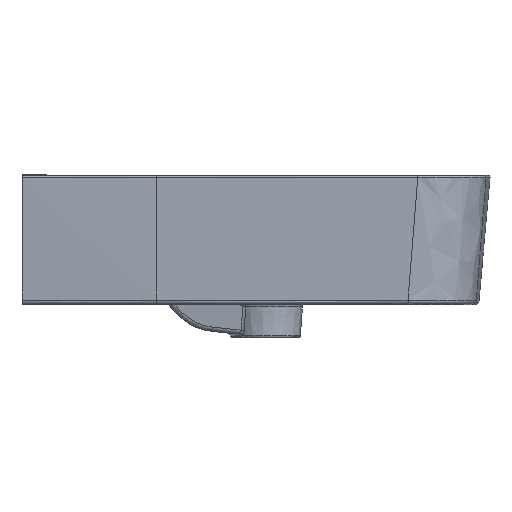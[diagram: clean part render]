
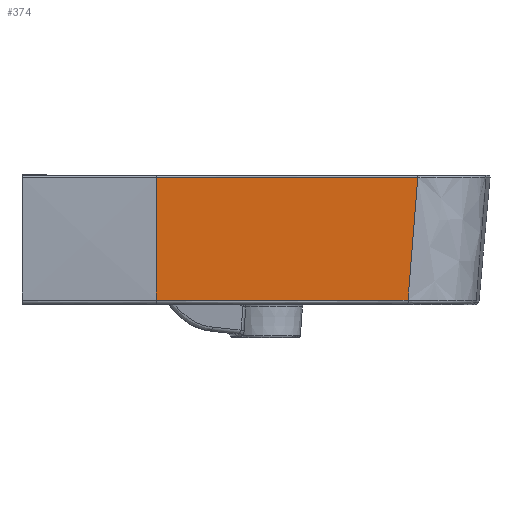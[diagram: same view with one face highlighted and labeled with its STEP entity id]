
A CAD part, left-side view. The second image highlights one B-rep face of the part: STEP entity #374.
In plain terms, the highlighted free-form (B-spline) face has degree [3, 3] with [5, 5] control points.
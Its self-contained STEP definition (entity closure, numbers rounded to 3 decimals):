
#76=B_SPLINE_SURFACE_WITH_KNOTS('',3,3,((#11847,#11848,#11849,#11850,#11851),
(#11852,#11853,#11854,#11855,#11856),(#11857,#11858,#11859,#11860,#11861),
(#11862,#11863,#11864,#11865,#11866),(#11867,#11868,#11869,#11870,#11871)),
 .UNSPECIFIED.,.F.,.F.,.F.,(4,1,4),(4,1,4),(0.,0.2,1.),(0.,0.725,
1.),.UNSPECIFIED.);
#374=ADVANCED_FACE('',(#547),#76,.T.);
#547=FACE_OUTER_BOUND('',#704,.T.);
#704=EDGE_LOOP('',(#1373,#1374,#1375,#1376));
#1373=ORIENTED_EDGE('',*,*,#2077,.T.);
#1374=ORIENTED_EDGE('',*,*,#2078,.T.);
#1375=ORIENTED_EDGE('',*,*,#2074,.T.);
#1376=ORIENTED_EDGE('',*,*,#2079,.T.);
#1742=VERTEX_POINT('',#11750);
#1743=VERTEX_POINT('',#11751);
#1744=VERTEX_POINT('',#11837);
#1745=VERTEX_POINT('',#11838);
#2074=EDGE_CURVE('',#1742,#1743,#2354,.T.);
#2077=EDGE_CURVE('',#1744,#1745,#2357,.T.);
#2078=EDGE_CURVE('',#1745,#1742,#2358,.T.);
#2079=EDGE_CURVE('',#1743,#1744,#2359,.T.);
#2354=B_SPLINE_CURVE_WITH_KNOTS('',3,(#11746,#11747,#11748,#11749),
 .UNSPECIFIED.,.F.,.F.,(4,4),(0.,1.),.UNSPECIFIED.);
#2357=B_SPLINE_CURVE_WITH_KNOTS('',3,(#11833,#11834,#11835,#11836),
 .UNSPECIFIED.,.F.,.F.,(4,4),(0.,1.),.UNSPECIFIED.);
#2358=B_SPLINE_CURVE_WITH_KNOTS('',3,(#11839,#11840,#11841,#11842),
 .UNSPECIFIED.,.F.,.F.,(4,4),(0.,1.),.UNSPECIFIED.);
#2359=B_SPLINE_CURVE_WITH_KNOTS('',3,(#11843,#11844,#11845,#11846),
 .UNSPECIFIED.,.F.,.F.,(4,4),(0.,1.),.UNSPECIFIED.);
#11746=CARTESIAN_POINT('',(-293.152,-388.435,-125.328));
#11747=CARTESIAN_POINT('',(-295.759,-392.614,-84.498));
#11748=CARTESIAN_POINT('',(-297.366,-395.894,-43.383));
#11749=CARTESIAN_POINT('',(-297.943,-398.268,-2.032));
#11750=CARTESIAN_POINT('',(-293.152,-388.435,-125.328));
#11751=CARTESIAN_POINT('',(-297.943,-398.268,-2.032));
#11833=CARTESIAN_POINT('',(-299.765,-134.996,-2.032));
#11834=CARTESIAN_POINT('',(-299.142,-135.,-43.164));
#11835=CARTESIAN_POINT('',(-297.479,-135.011,-84.28));
#11836=CARTESIAN_POINT('',(-294.779,-135.028,-125.328));
#11837=CARTESIAN_POINT('',(-299.765,-134.996,-2.032));
#11838=CARTESIAN_POINT('',(-294.779,-135.028,-125.328));
#11839=CARTESIAN_POINT('',(-294.779,-135.028,-125.328));
#11840=CARTESIAN_POINT('',(-295.323,-219.499,-125.328));
#11841=CARTESIAN_POINT('',(-294.781,-303.977,-125.328));
#11842=CARTESIAN_POINT('',(-293.152,-388.435,-125.328));
#11843=CARTESIAN_POINT('',(-297.943,-398.268,-2.032));
#11844=CARTESIAN_POINT('',(-299.723,-310.524,-2.032));
#11845=CARTESIAN_POINT('',(-300.331,-222.756,-2.032));
#11846=CARTESIAN_POINT('',(-299.765,-134.996,-2.032));
#11847=CARTESIAN_POINT('',(-298.258,0.006,45.506));
#11848=CARTESIAN_POINT('',(-301.391,-154.936,45.506));
#11849=CARTESIAN_POINT('',(-300.646,-368.684,45.506));
#11850=CARTESIAN_POINT('',(-292.95,-582.242,45.506));
#11851=CARTESIAN_POINT('',(-290.509,-640.913,45.506));
#11852=CARTESIAN_POINT('',(-298.29,0.006,30.336));
#11853=CARTESIAN_POINT('',(-301.419,-154.936,30.336));
#11854=CARTESIAN_POINT('',(-300.677,-368.684,30.336));
#11855=CARTESIAN_POINT('',(-292.983,-582.243,30.336));
#11856=CARTESIAN_POINT('',(-290.543,-640.914,30.335));
#11857=CARTESIAN_POINT('',(-297.918,-0.001,-45.508));
#11858=CARTESIAN_POINT('',(-301.032,-154.938,-45.508));
#11859=CARTESIAN_POINT('',(-300.302,-368.677,-45.508));
#11860=CARTESIAN_POINT('',(-292.616,-582.23,-45.508));
#11861=CARTESIAN_POINT('',(-290.178,-640.899,-45.508));
#11862=CARTESIAN_POINT('',(-294.007,-0.08,-121.301));
#11863=CARTESIAN_POINT('',(-297.119,-154.955,-121.301));
#11864=CARTESIAN_POINT('',(-296.389,-368.609,-121.301));
#11865=CARTESIAN_POINT('',(-288.707,-582.077,-121.301));
#11866=CARTESIAN_POINT('',(-286.269,-640.723,-121.301));
#11867=CARTESIAN_POINT('',(-288.617,-0.189,-181.735));
#11868=CARTESIAN_POINT('',(-291.738,-154.979,-181.735));
#11869=CARTESIAN_POINT('',(-291.001,-368.517,-181.735));
#11870=CARTESIAN_POINT('',(-283.317,-581.867,-181.735));
#11871=CARTESIAN_POINT('',(-280.88,-640.48,-181.735));
